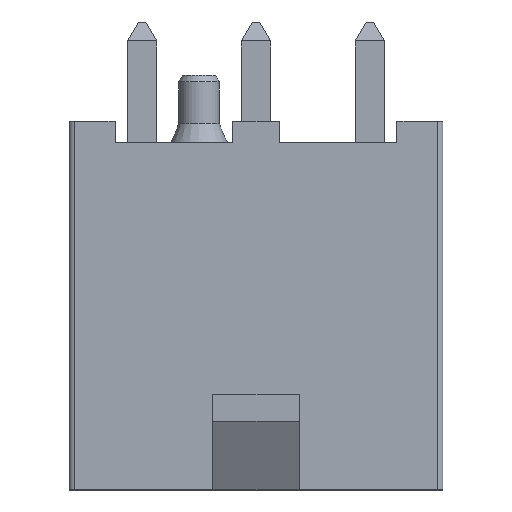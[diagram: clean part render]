
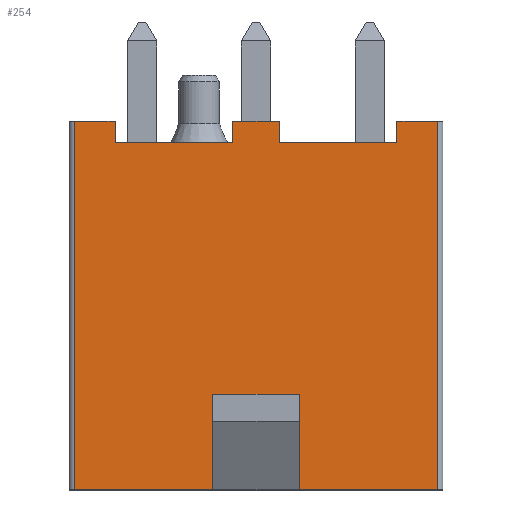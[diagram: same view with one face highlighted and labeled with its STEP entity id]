
A CAD part, top view. The second image highlights one B-rep face of the part: STEP entity #254.
In plain terms, the highlighted planar face has unit normal (0, 0, 1).
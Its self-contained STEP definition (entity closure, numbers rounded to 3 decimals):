
#39=FACE_OUTER_BOUND('',#735,.T.);
#254=ADVANCED_FACE('',(#39),#472,.T.);
#472=PLANE('',#3853);
#735=EDGE_LOOP('',(#1093,#1094,#1095,#1096,#1097,#1098,#1099,#1100,#1101,
#1102,#1103,#1104,#1105,#1106,#1107,#1108));
#1093=ORIENTED_EDGE('',*,*,#2446,.F.);
#1094=ORIENTED_EDGE('',*,*,#2447,.F.);
#1095=ORIENTED_EDGE('',*,*,#2311,.F.);
#1096=ORIENTED_EDGE('',*,*,#2448,.T.);
#1097=ORIENTED_EDGE('',*,*,#2449,.F.);
#1098=ORIENTED_EDGE('',*,*,#2450,.T.);
#1099=ORIENTED_EDGE('',*,*,#2358,.T.);
#1100=ORIENTED_EDGE('',*,*,#2451,.F.);
#1101=ORIENTED_EDGE('',*,*,#2452,.F.);
#1102=ORIENTED_EDGE('',*,*,#2453,.T.);
#1103=ORIENTED_EDGE('',*,*,#2354,.T.);
#1104=ORIENTED_EDGE('',*,*,#2454,.F.);
#1105=ORIENTED_EDGE('',*,*,#2455,.F.);
#1106=ORIENTED_EDGE('',*,*,#2456,.F.);
#1107=ORIENTED_EDGE('',*,*,#2313,.F.);
#1108=ORIENTED_EDGE('',*,*,#2457,.T.);
#1990=VERTEX_POINT('',#5035);
#1991=VERTEX_POINT('',#5037);
#1992=VERTEX_POINT('',#5039);
#1993=VERTEX_POINT('',#5041);
#2033=VERTEX_POINT('',#5122);
#2034=VERTEX_POINT('',#5124);
#2037=VERTEX_POINT('',#5130);
#2038=VERTEX_POINT('',#5132);
#2125=VERTEX_POINT('',#5314);
#2126=VERTEX_POINT('',#5315);
#2127=VERTEX_POINT('',#5318);
#2128=VERTEX_POINT('',#5320);
#2129=VERTEX_POINT('',#5323);
#2130=VERTEX_POINT('',#5325);
#2131=VERTEX_POINT('',#5328);
#2132=VERTEX_POINT('',#5330);
#2311=EDGE_CURVE('',#1990,#1991,#2826,.T.);
#2313=EDGE_CURVE('',#1992,#1993,#2828,.T.);
#2354=EDGE_CURVE('',#2034,#2033,#2867,.T.);
#2358=EDGE_CURVE('',#2038,#2037,#2871,.T.);
#2446=EDGE_CURVE('',#2125,#2126,#2959,.T.);
#2447=EDGE_CURVE('',#1991,#2125,#2960,.T.);
#2448=EDGE_CURVE('',#1990,#2127,#2961,.T.);
#2449=EDGE_CURVE('',#2128,#2127,#2962,.T.);
#2450=EDGE_CURVE('',#2128,#2038,#2963,.T.);
#2451=EDGE_CURVE('',#2129,#2037,#2964,.T.);
#2452=EDGE_CURVE('',#2130,#2129,#2965,.T.);
#2453=EDGE_CURVE('',#2130,#2034,#2966,.T.);
#2454=EDGE_CURVE('',#2131,#2033,#2967,.T.);
#2455=EDGE_CURVE('',#2132,#2131,#2968,.T.);
#2456=EDGE_CURVE('',#1993,#2132,#2969,.T.);
#2457=EDGE_CURVE('',#1992,#2126,#2970,.T.);
#2826=LINE('',#5036,#3334);
#2828=LINE('',#5040,#3336);
#2867=LINE('',#5123,#3375);
#2871=LINE('',#5131,#3379);
#2959=LINE('',#5313,#3467);
#2960=LINE('',#5316,#3468);
#2961=LINE('',#5317,#3469);
#2962=LINE('',#5319,#3470);
#2963=LINE('',#5321,#3471);
#2964=LINE('',#5322,#3472);
#2965=LINE('',#5324,#3473);
#2966=LINE('',#5326,#3474);
#2967=LINE('',#5327,#3475);
#2968=LINE('',#5329,#3476);
#2969=LINE('',#5331,#3477);
#2970=LINE('',#5332,#3478);
#3334=VECTOR('',#4073,1.);
#3336=VECTOR('',#4075,1.);
#3375=VECTOR('',#4120,1.);
#3379=VECTOR('',#4124,1.);
#3467=VECTOR('',#4226,1.);
#3468=VECTOR('',#4227,1.);
#3469=VECTOR('',#4228,1.);
#3470=VECTOR('',#4229,1.);
#3471=VECTOR('',#4230,1.);
#3472=VECTOR('',#4231,1.);
#3473=VECTOR('',#4232,1.);
#3474=VECTOR('',#4233,1.);
#3475=VECTOR('',#4234,1.);
#3476=VECTOR('',#4235,1.);
#3477=VECTOR('',#4236,1.);
#3478=VECTOR('',#4237,1.);
#3853=AXIS2_PLACEMENT_3D('',#5333,#4238,#4239);
#4073=DIRECTION('',(-1.,0.,0.));
#4075=DIRECTION('',(-1.,0.,0.));
#4120=DIRECTION('',(-1.,0.,0.));
#4124=DIRECTION('',(-1.,0.,0.));
#4226=DIRECTION('',(-1.,0.,0.));
#4227=DIRECTION('',(0.,1.,0.));
#4228=DIRECTION('',(0.,1.,0.));
#4229=DIRECTION('',(1.,0.,0.));
#4230=DIRECTION('',(0.,-1.,0.));
#4231=DIRECTION('',(0.,-1.,0.));
#4232=DIRECTION('',(1.,0.,0.));
#4233=DIRECTION('',(0.,-1.,0.));
#4234=DIRECTION('',(0.,-1.,0.));
#4235=DIRECTION('',(1.,0.,0.));
#4236=DIRECTION('',(0.,1.,0.));
#4237=DIRECTION('',(0.,1.,0.));
#4238=DIRECTION('',(0.,0.,1.));
#4239=DIRECTION('',(1.,0.,0.));
#5035=CARTESIAN_POINT('',(-10.2,-4.1,9.3));
#5036=CARTESIAN_POINT('',(-23.6,-4.1,9.3));
#5037=CARTESIAN_POINT('',(-15.3,-4.1,9.3));
#5039=CARTESIAN_POINT('',(-18.5,-4.1,9.3));
#5040=CARTESIAN_POINT('',(-23.6,-4.1,9.3));
#5041=CARTESIAN_POINT('',(-23.6,-4.1,9.3));
#5122=CARTESIAN_POINT('',(-22.1,8.7,9.3));
#5123=CARTESIAN_POINT('',(-23.6,8.7,9.3));
#5124=CARTESIAN_POINT('',(-17.75,8.7,9.3));
#5130=CARTESIAN_POINT('',(-16.05,8.7,9.3));
#5131=CARTESIAN_POINT('',(-23.6,8.7,9.3));
#5132=CARTESIAN_POINT('',(-11.7,8.7,9.3));
#5313=CARTESIAN_POINT('',(-15.3,-0.59,9.3));
#5314=CARTESIAN_POINT('',(-15.3,-0.59,9.3));
#5315=CARTESIAN_POINT('',(-18.5,-0.59,9.3));
#5316=CARTESIAN_POINT('',(-15.3,-4.101,9.3));
#5317=CARTESIAN_POINT('',(-10.2,-4.1,9.3));
#5318=CARTESIAN_POINT('',(-10.2,9.5,9.3));
#5319=CARTESIAN_POINT('',(-11.7,9.5,9.3));
#5320=CARTESIAN_POINT('',(-11.7,9.5,9.3));
#5321=CARTESIAN_POINT('',(-11.7,9.5,9.3));
#5322=CARTESIAN_POINT('',(-16.05,9.5,9.3));
#5323=CARTESIAN_POINT('',(-16.05,9.5,9.3));
#5324=CARTESIAN_POINT('',(-17.75,9.5,9.3));
#5325=CARTESIAN_POINT('',(-17.75,9.5,9.3));
#5326=CARTESIAN_POINT('',(-17.75,9.5,9.3));
#5327=CARTESIAN_POINT('',(-22.1,9.5,9.3));
#5328=CARTESIAN_POINT('',(-22.1,9.5,9.3));
#5329=CARTESIAN_POINT('',(-23.6,9.5,9.3));
#5330=CARTESIAN_POINT('',(-23.6,9.5,9.3));
#5331=CARTESIAN_POINT('',(-23.6,-4.1,9.3));
#5332=CARTESIAN_POINT('',(-18.5,-4.101,9.3));
#5333=CARTESIAN_POINT('',(-23.6,-4.1,9.3));
